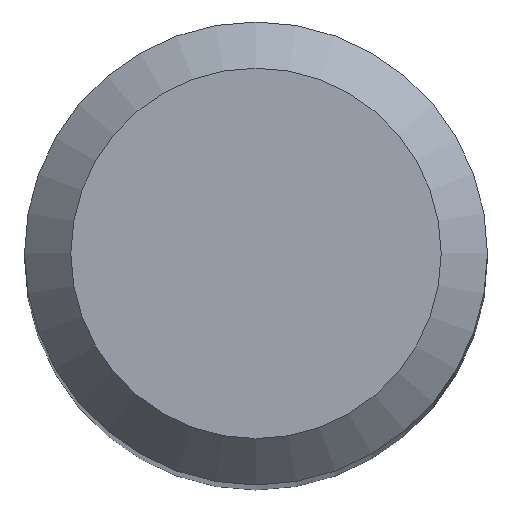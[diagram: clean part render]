
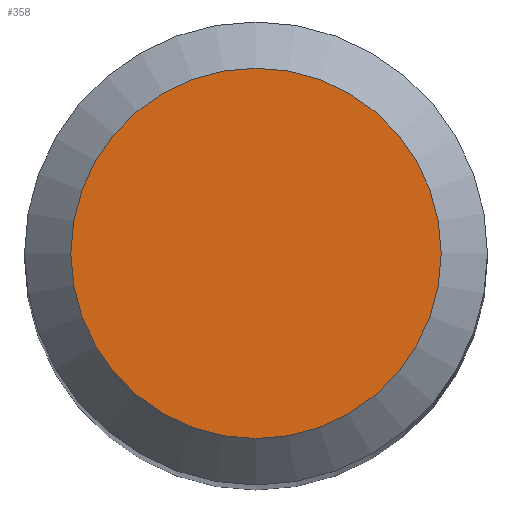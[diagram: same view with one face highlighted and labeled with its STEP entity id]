
A CAD part, top view. The second image highlights one B-rep face of the part: STEP entity #358.
In plain terms, the highlighted planar face has unit normal (0, 0, 1).
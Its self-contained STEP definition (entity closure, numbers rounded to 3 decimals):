
#15 = DIRECTION ( 'NONE',  ( -1., 0., 0. ) ) ;
#37 = EDGE_LOOP ( 'NONE', ( #128 ) ) ;
#88 = AXIS2_PLACEMENT_3D ( 'NONE', #201, #236, #187 ) ;
#118 = PLANE ( 'NONE',  #241 ) ;
#128 = ORIENTED_EDGE ( 'NONE', *, *, #320, .T. ) ;
#140 = CARTESIAN_POINT ( 'NONE',  ( 0., 2.4, 57. ) ) ;
#153 = VERTEX_POINT ( 'NONE', #262 ) ;
#185 = DIRECTION ( 'NONE',  ( 0., 0., -1. ) ) ;
#187 = DIRECTION ( 'NONE',  ( 1., 0., 0. ) ) ;
#200 = CIRCLE ( 'NONE', #88, 2.4 ) ;
#201 = CARTESIAN_POINT ( 'NONE',  ( 0., 0., 57. ) ) ;
#231 = FACE_OUTER_BOUND ( 'NONE', #37, .T. ) ;
#236 = DIRECTION ( 'NONE',  ( 0., 0., 1. ) ) ;
#241 = AXIS2_PLACEMENT_3D ( 'NONE', #140, #185, #15 ) ;
#262 = CARTESIAN_POINT ( 'NONE',  ( 2.4, 0., 57. ) ) ;
#320 = EDGE_CURVE ( 'NONE', #153, #153, #200, .T. ) ;
#358 = ADVANCED_FACE ( 'NONE', ( #231 ), #118, .F. ) ;
